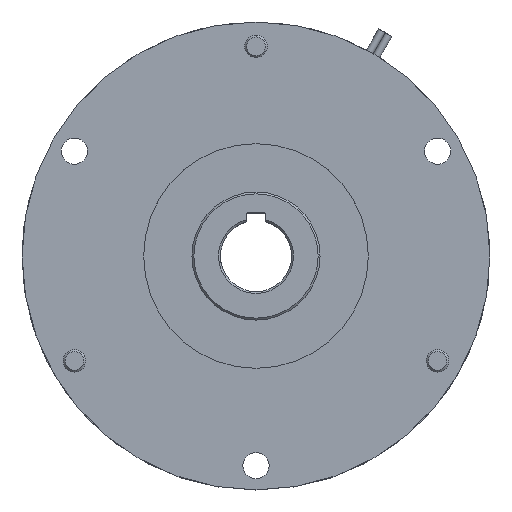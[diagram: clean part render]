
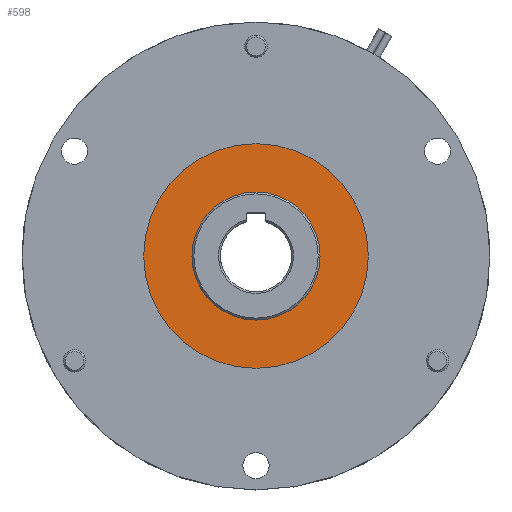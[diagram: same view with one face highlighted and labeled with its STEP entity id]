
A CAD part, top view. The second image highlights one B-rep face of the part: STEP entity #598.
In plain terms, the highlighted planar face has unit normal (0, 0, 1).
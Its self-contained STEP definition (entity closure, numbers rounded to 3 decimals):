
#448 = EDGE_CURVE ( 'NONE', #1306, #1299, #3778, .T. ) ;
#547 = EDGE_LOOP ( 'NONE', ( #599, #600 ) ) ;
#598 = ADVANCED_FACE ( 'NONE', ( #3999, #3995 ), #3994, .T. ) ;
#599 = ORIENTED_EDGE ( 'NONE', *, *, #1596, .T. ) ;
#600 = ORIENTED_EDGE ( 'NONE', *, *, #8854, .T. ) ;
#601 = EDGE_LOOP ( 'NONE', ( #602, #603 ) ) ;
#602 = ORIENTED_EDGE ( 'NONE', *, *, #448, .F. ) ;
#603 = ORIENTED_EDGE ( 'NONE', *, *, #1302, .F. ) ;
#1299 = VERTEX_POINT ( 'NONE', #5265 ) ;
#1302 = EDGE_CURVE ( 'NONE', #1299, #1306, #5260, .T. ) ;
#1306 = VERTEX_POINT ( 'NONE', #5255 ) ;
#1594 = VERTEX_POINT ( 'NONE', #5889 ) ;
#1596 = EDGE_CURVE ( 'NONE', #1597, #1594, #5888, .T. ) ;
#1597 = VERTEX_POINT ( 'NONE', #5883 ) ;
#3774 = DIRECTION ( 'NONE',  ( 1., 0., 0. ) ) ;
#3775 = DIRECTION ( 'NONE',  ( 0., 0., 1. ) ) ;
#3776 = CARTESIAN_POINT ( 'NONE',  ( 0., 0., 53.6 ) ) ;
#3777 = AXIS2_PLACEMENT_3D ( 'NONE', #3776, #3775, #3774 ) ;
#3778 = CIRCLE ( 'NONE', #3777, 17.1 ) ;
#3989 = DIRECTION ( 'NONE',  ( 1., 0., 0. ) ) ;
#3990 = DIRECTION ( 'NONE',  ( 0., 0., 1. ) ) ;
#3991 = CARTESIAN_POINT ( 'NONE',  ( 0., 0., 53.6 ) ) ;
#3993 = AXIS2_PLACEMENT_3D ( 'NONE', #3991, #3990, #3989 ) ;
#3994 = PLANE ( 'NONE',  #3993 ) ;
#3995 = FACE_BOUND ( 'NONE', #601, .T. ) ;
#3999 = FACE_OUTER_BOUND ( 'NONE', #547, .T. ) ;
#5255 = CARTESIAN_POINT ( 'NONE',  ( -17.1, 0., 53.6 ) ) ;
#5256 = DIRECTION ( 'NONE',  ( 1., 0., 0. ) ) ;
#5257 = DIRECTION ( 'NONE',  ( 0., 0., 1. ) ) ;
#5258 = CARTESIAN_POINT ( 'NONE',  ( 0., 0., 53.6 ) ) ;
#5259 = AXIS2_PLACEMENT_3D ( 'NONE', #5258, #5257, #5256 ) ;
#5260 = CIRCLE ( 'NONE', #5259, 17.1 ) ;
#5265 = CARTESIAN_POINT ( 'NONE',  ( 17.1, 0., 53.6 ) ) ;
#5883 = CARTESIAN_POINT ( 'NONE',  ( -30., 0., 53.6 ) ) ;
#5884 = DIRECTION ( 'NONE',  ( 1., 0., 0. ) ) ;
#5885 = DIRECTION ( 'NONE',  ( 0., 0., 1. ) ) ;
#5886 = CARTESIAN_POINT ( 'NONE',  ( 0., 0., 53.6 ) ) ;
#5887 = AXIS2_PLACEMENT_3D ( 'NONE', #5886, #5885, #5884 ) ;
#5888 = CIRCLE ( 'NONE', #5887, 30. ) ;
#5889 = CARTESIAN_POINT ( 'NONE',  ( 30., 0., 53.6 ) ) ;
#8637 = DIRECTION ( 'NONE',  ( 1., 0., 0. ) ) ;
#8638 = DIRECTION ( 'NONE',  ( 0., 0., 1. ) ) ;
#8639 = AXIS2_PLACEMENT_3D ( 'NONE', #8646, #8638, #8637 ) ;
#8640 = CIRCLE ( 'NONE', #8639, 30. ) ;
#8646 = CARTESIAN_POINT ( 'NONE',  ( 0., 0., 53.6 ) ) ;
#8854 = EDGE_CURVE ( 'NONE', #1594, #1597, #8640, .T. ) ;
